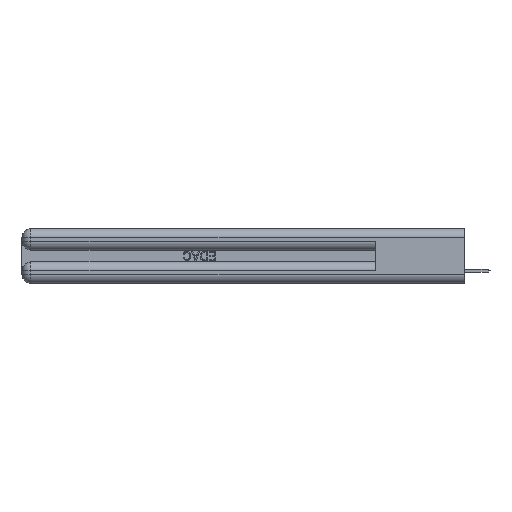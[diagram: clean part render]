
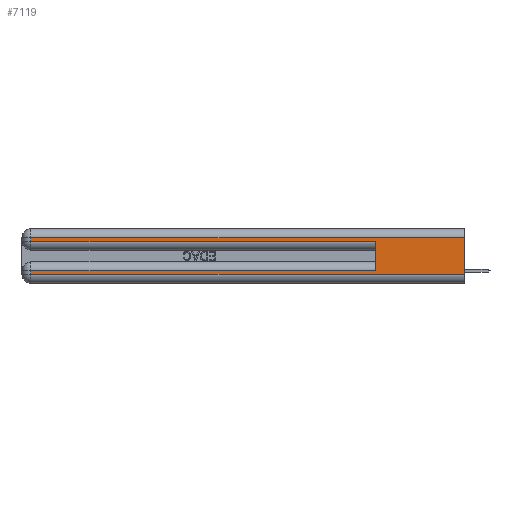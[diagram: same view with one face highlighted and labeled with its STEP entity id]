
A CAD part, left-side view. The second image highlights one B-rep face of the part: STEP entity #7119.
In plain terms, the highlighted planar face has unit normal (-1, 0, 0).
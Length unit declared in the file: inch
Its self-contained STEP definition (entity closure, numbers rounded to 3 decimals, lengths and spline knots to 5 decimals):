
#13 = VECTOR ( 'NONE', #38327, 39.37008 ) ;
#1063 = CARTESIAN_POINT ( 'NONE',  ( 0., 0.6, 0.285 ) ) ;
#1993 = DIRECTION ( 'NONE',  ( 0., -1., 0. ) ) ;
#2057 = EDGE_CURVE ( 'NONE', #4609, #39403, #8045, .T. ) ;
#2139 = DIRECTION ( 'NONE',  ( 0., 1., 0. ) ) ;
#2667 = CARTESIAN_POINT ( 'NONE',  ( 0., 0., 0.31 ) ) ;
#3515 = VERTEX_POINT ( 'NONE', #35481 ) ;
#4609 = VERTEX_POINT ( 'NONE', #24214 ) ;
#5277 = EDGE_CURVE ( 'NONE', #33040, #39403, #40586, .T. ) ;
#5335 = LINE ( 'NONE', #41229, #21985 ) ;
#6365 = CARTESIAN_POINT ( 'NONE',  ( 0., 0., 0.06 ) ) ;
#7119 = ADVANCED_FACE ( 'NONE', ( #8861 ), #50426, .F. ) ;
#7379 = LINE ( 'NONE', #23941, #48970 ) ;
#8045 = LINE ( 'NONE', #50153, #29189 ) ;
#8215 = ORIENTED_EDGE ( 'NONE', *, *, #16960, .F. ) ;
#8861 = FACE_OUTER_BOUND ( 'NONE', #39948, .T. ) ;
#9497 = VECTOR ( 'NONE', #22126, 39.37008 ) ;
#10460 = VERTEX_POINT ( 'NONE', #6365 ) ;
#12052 = ORIENTED_EDGE ( 'NONE', *, *, #30711, .T. ) ;
#12308 = VERTEX_POINT ( 'NONE', #45215 ) ;
#12897 = ORIENTED_EDGE ( 'NONE', *, *, #38165, .T. ) ;
#13729 = DIRECTION ( 'NONE',  ( 1., 0., 0. ) ) ;
#15449 = EDGE_CURVE ( 'NONE', #40402, #3515, #39216, .T. ) ;
#16282 = DIRECTION ( 'NONE',  ( 0., -1., 0. ) ) ;
#16960 = EDGE_CURVE ( 'NONE', #40402, #10460, #23678, .T. ) ;
#17066 = ORIENTED_EDGE ( 'NONE', *, *, #47781, .T. ) ;
#20833 = CARTESIAN_POINT ( 'NONE',  ( 0., 2.94, 0.06 ) ) ;
#21985 = VECTOR ( 'NONE', #16282, 39.37008 ) ;
#22126 = DIRECTION ( 'NONE',  ( 0., 0., -1. ) ) ;
#23113 = VERTEX_POINT ( 'NONE', #20833 ) ;
#23678 = LINE ( 'NONE', #34014, #13 ) ;
#23941 = CARTESIAN_POINT ( 'NONE',  ( 0., 2.94, 0.37 ) ) ;
#24214 = CARTESIAN_POINT ( 'NONE',  ( 0., 0.6, 0.085 ) ) ;
#27974 = VECTOR ( 'NONE', #51560, 39.37008 ) ;
#29189 = VECTOR ( 'NONE', #33886, 39.37008 ) ;
#30060 = CARTESIAN_POINT ( 'NONE',  ( 0., 0., 0.37 ) ) ;
#30711 = EDGE_CURVE ( 'NONE', #4609, #12308, #33073, .T. ) ;
#31542 = AXIS2_PLACEMENT_3D ( 'NONE', #30060, #13729, #42449 ) ;
#31831 = DIRECTION ( 'NONE',  ( 0., 0., -1. ) ) ;
#33040 = VERTEX_POINT ( 'NONE', #44225 ) ;
#33073 = LINE ( 'NONE', #43384, #27974 ) ;
#33886 = DIRECTION ( 'NONE',  ( 0., 0., 1. ) ) ;
#34014 = CARTESIAN_POINT ( 'NONE',  ( 0., 0., 0.37 ) ) ;
#35481 = CARTESIAN_POINT ( 'NONE',  ( 0., 2.94, 0.31 ) ) ;
#37230 = VECTOR ( 'NONE', #2139, 39.37008 ) ;
#38165 = EDGE_CURVE ( 'NONE', #12308, #23113, #49228, .T. ) ;
#38327 = DIRECTION ( 'NONE',  ( 0., 0., -1. ) ) ;
#39022 = CARTESIAN_POINT ( 'NONE',  ( 0., 0., 0.285 ) ) ;
#39216 = LINE ( 'NONE', #51505, #37230 ) ;
#39403 = VERTEX_POINT ( 'NONE', #1063 ) ;
#39470 = ORIENTED_EDGE ( 'NONE', *, *, #41500, .T. ) ;
#39948 = EDGE_LOOP ( 'NONE', ( #8215, #45172, #39470, #41097, #51010, #12052, #12897, #17066 ) ) ;
#40402 = VERTEX_POINT ( 'NONE', #2667 ) ;
#40586 = LINE ( 'NONE', #39022, #52748 ) ;
#41097 = ORIENTED_EDGE ( 'NONE', *, *, #5277, .T. ) ;
#41229 = CARTESIAN_POINT ( 'NONE',  ( 0., 0., 0.06 ) ) ;
#41500 = EDGE_CURVE ( 'NONE', #3515, #33040, #7379, .T. ) ;
#42449 = DIRECTION ( 'NONE',  ( 0., 0., -1. ) ) ;
#43384 = CARTESIAN_POINT ( 'NONE',  ( 0., 0., 0.085 ) ) ;
#44225 = CARTESIAN_POINT ( 'NONE',  ( 0., 2.94, 0.285 ) ) ;
#45172 = ORIENTED_EDGE ( 'NONE', *, *, #15449, .T. ) ;
#45215 = CARTESIAN_POINT ( 'NONE',  ( 0., 2.94, 0.085 ) ) ;
#47781 = EDGE_CURVE ( 'NONE', #23113, #10460, #5335, .T. ) ;
#48970 = VECTOR ( 'NONE', #31831, 39.37008 ) ;
#49228 = LINE ( 'NONE', #50574, #9497 ) ;
#50153 = CARTESIAN_POINT ( 'NONE',  ( 0., 0.6, 0.145 ) ) ;
#50426 = PLANE ( 'NONE',  #31542 ) ;
#50574 = CARTESIAN_POINT ( 'NONE',  ( 0., 2.94, 0.37 ) ) ;
#51010 = ORIENTED_EDGE ( 'NONE', *, *, #2057, .F. ) ;
#51505 = CARTESIAN_POINT ( 'NONE',  ( 0., 0., 0.31 ) ) ;
#51560 = DIRECTION ( 'NONE',  ( 0., 1., 0. ) ) ;
#52748 = VECTOR ( 'NONE', #1993, 39.37008 ) ;
